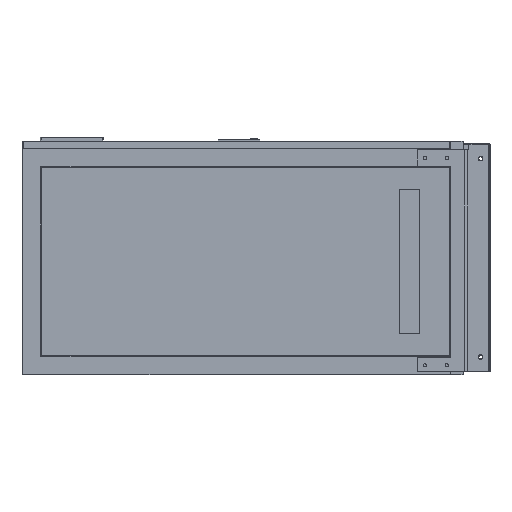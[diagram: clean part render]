
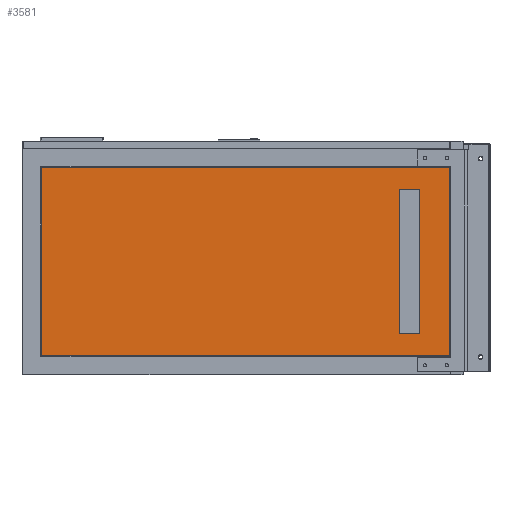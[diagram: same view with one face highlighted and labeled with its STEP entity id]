
A CAD part, left-side view. The second image highlights one B-rep face of the part: STEP entity #3581.
In plain terms, the highlighted planar face has unit normal (-1, 0, 0).
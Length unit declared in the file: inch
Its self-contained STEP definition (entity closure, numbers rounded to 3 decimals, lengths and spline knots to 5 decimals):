
#60 = CARTESIAN_POINT ( 'NONE',  ( -16.83071, 55.11811, -12.71654 ) ) ;
#71 = LINE ( 'NONE', #2399, #7695 ) ;
#230 = ORIENTED_EDGE ( 'NONE', *, *, #1931, .F. ) ;
#317 = EDGE_CURVE ( 'NONE', #932, #11411, #9228, .T. ) ;
#485 = ORIENTED_EDGE ( 'NONE', *, *, #317, .F. ) ;
#932 = VERTEX_POINT ( 'NONE', #5275 ) ;
#1150 = VERTEX_POINT ( 'NONE', #6751 ) ;
#1153 = VECTOR ( 'NONE', #6832, 39.37008 ) ;
#1649 = ORIENTED_EDGE ( 'NONE', *, *, #3030, .F. ) ;
#1691 = ORIENTED_EDGE ( 'NONE', *, *, #8884, .F. ) ;
#1931 = EDGE_CURVE ( 'NONE', #11411, #4282, #11986, .T. ) ;
#2090 = CARTESIAN_POINT ( 'NONE',  ( -16.83071, 55.11811, 12.71654 ) ) ;
#2353 = CARTESIAN_POINT ( 'NONE',  ( -16.83071, 0.07874, 12.71654 ) ) ;
#2399 = CARTESIAN_POINT ( 'NONE',  ( -16.83071, 0.07874, 12.71654 ) ) ;
#3030 = EDGE_CURVE ( 'NONE', #4282, #9582, #12214, .T. ) ;
#3202 = EDGE_CURVE ( 'NONE', #10981, #3878, #5529, .T. ) ;
#3375 = AXIS2_PLACEMENT_3D ( 'NONE', #3968, #7114, #6191 ) ;
#3483 = CARTESIAN_POINT ( 'NONE',  ( -16.83071, 55.11811, 12.71654 ) ) ;
#3552 = CARTESIAN_POINT ( 'NONE',  ( -16.83071, 4.13386, 9.73425 ) ) ;
#3581 = ADVANCED_FACE ( 'NONE', ( #7064, #12683 ), #9864, .F. ) ;
#3878 = VERTEX_POINT ( 'NONE', #5553 ) ;
#3968 = CARTESIAN_POINT ( 'NONE',  ( -16.83071, 57.6378, 15.23622 ) ) ;
#4282 = VERTEX_POINT ( 'NONE', #3483 ) ;
#4452 = ORIENTED_EDGE ( 'NONE', *, *, #10835, .T. ) ;
#5273 = CARTESIAN_POINT ( 'NONE',  ( -16.83071, 6.88976, -9.73425 ) ) ;
#5275 = CARTESIAN_POINT ( 'NONE',  ( -16.83071, 0.07874, -12.71654 ) ) ;
#5284 = VECTOR ( 'NONE', #6223, 39.37008 ) ;
#5302 = CARTESIAN_POINT ( 'NONE',  ( -16.83071, 6.88976, 9.73425 ) ) ;
#5333 = CARTESIAN_POINT ( 'NONE',  ( -16.83071, 55.11811, -12.71654 ) ) ;
#5529 = LINE ( 'NONE', #11289, #12838 ) ;
#5553 = CARTESIAN_POINT ( 'NONE',  ( -16.83071, 4.13386, -9.73425 ) ) ;
#6066 = DIRECTION ( 'NONE',  ( 0., 1., 0. ) ) ;
#6191 = DIRECTION ( 'NONE',  ( 0., 0., -1. ) ) ;
#6223 = DIRECTION ( 'NONE',  ( 0., 1., 0. ) ) ;
#6590 = VECTOR ( 'NONE', #6066, 39.37008 ) ;
#6751 = CARTESIAN_POINT ( 'NONE',  ( -16.83071, 6.88976, 9.73425 ) ) ;
#6832 = DIRECTION ( 'NONE',  ( 0., 0., 1. ) ) ;
#7064 = FACE_OUTER_BOUND ( 'NONE', #12890, .T. ) ;
#7114 = DIRECTION ( 'NONE',  ( 1., 0., 0. ) ) ;
#7695 = VECTOR ( 'NONE', #10169, 39.37008 ) ;
#8006 = CARTESIAN_POINT ( 'NONE',  ( -16.83071, 6.88976, -9.73425 ) ) ;
#8376 = CARTESIAN_POINT ( 'NONE',  ( -16.83071, 55.11811, 12.71654 ) ) ;
#8412 = VECTOR ( 'NONE', #12254, 39.37008 ) ;
#8862 = EDGE_CURVE ( 'NONE', #11451, #1150, #11245, .T. ) ;
#8884 = EDGE_CURVE ( 'NONE', #9582, #932, #71, .T. ) ;
#9093 = ORIENTED_EDGE ( 'NONE', *, *, #11562, .T. ) ;
#9228 = LINE ( 'NONE', #5333, #6590 ) ;
#9382 = VECTOR ( 'NONE', #10354, 39.37008 ) ;
#9478 = LINE ( 'NONE', #5302, #8412 ) ;
#9485 = LINE ( 'NONE', #5273, #5284 ) ;
#9578 = VECTOR ( 'NONE', #12118, 39.37008 ) ;
#9582 = VERTEX_POINT ( 'NONE', #2353 ) ;
#9819 = EDGE_LOOP ( 'NONE', ( #9093, #12762, #4452, #11534 ) ) ;
#9864 = PLANE ( 'NONE',  #3375 ) ;
#10169 = DIRECTION ( 'NONE',  ( 0., 0., -1. ) ) ;
#10354 = DIRECTION ( 'NONE',  ( 0., 0., 1. ) ) ;
#10835 = EDGE_CURVE ( 'NONE', #3878, #11451, #9485, .T. ) ;
#10981 = VERTEX_POINT ( 'NONE', #3552 ) ;
#11245 = LINE ( 'NONE', #12355, #9382 ) ;
#11289 = CARTESIAN_POINT ( 'NONE',  ( -16.83071, 4.13386, 9.73425 ) ) ;
#11411 = VERTEX_POINT ( 'NONE', #60 ) ;
#11451 = VERTEX_POINT ( 'NONE', #8006 ) ;
#11534 = ORIENTED_EDGE ( 'NONE', *, *, #8862, .T. ) ;
#11562 = EDGE_CURVE ( 'NONE', #1150, #10981, #9478, .T. ) ;
#11986 = LINE ( 'NONE', #8376, #1153 ) ;
#12118 = DIRECTION ( 'NONE',  ( 0., -1., 0. ) ) ;
#12211 = DIRECTION ( 'NONE',  ( 0., 0., -1. ) ) ;
#12214 = LINE ( 'NONE', #2090, #9578 ) ;
#12254 = DIRECTION ( 'NONE',  ( 0., -1., 0. ) ) ;
#12355 = CARTESIAN_POINT ( 'NONE',  ( -16.83071, 6.88976, 9.73425 ) ) ;
#12683 = FACE_BOUND ( 'NONE', #9819, .T. ) ;
#12762 = ORIENTED_EDGE ( 'NONE', *, *, #3202, .T. ) ;
#12838 = VECTOR ( 'NONE', #12211, 39.37008 ) ;
#12890 = EDGE_LOOP ( 'NONE', ( #1649, #230, #485, #1691 ) ) ;
